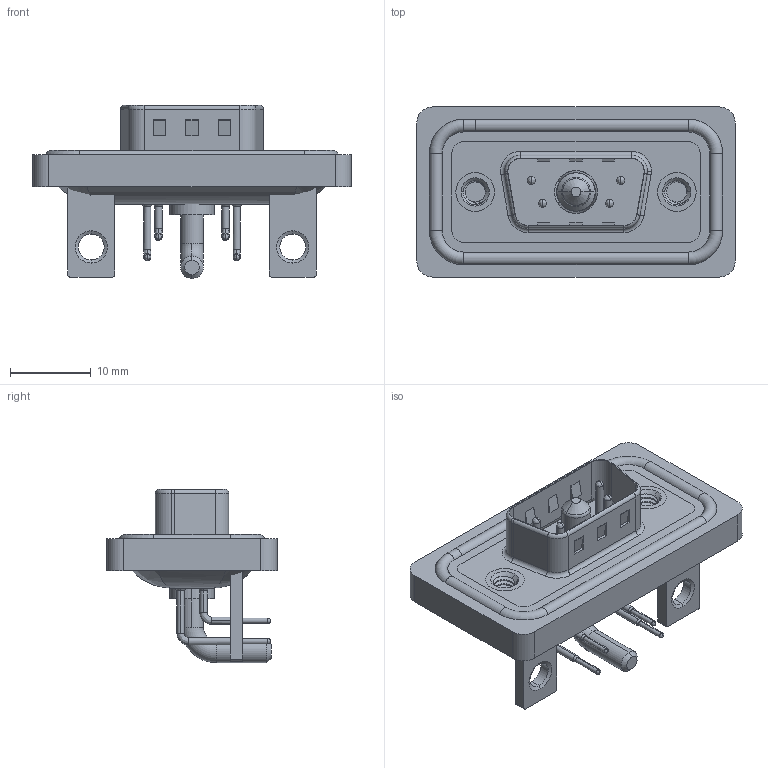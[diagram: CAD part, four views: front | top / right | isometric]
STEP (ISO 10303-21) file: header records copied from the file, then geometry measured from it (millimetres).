
FILE_DESCRIPTION (( 'STEP AP203' ), '1' );
FILE_NAME ('629W5W1-340-2NC.STEP', '2024-04-11T12:36:31', ( '' ), ( '' ), 'SwSTEP 2.0', 'SolidWorks 2023', '' );
FILE_SCHEMA (( 'CONFIG_CONTROL_DESIGN' ));
Length unit declared in the file: millimetre
Products named in the file (10): 629Combo Contact Row 1; 629Combo Stabilizer Bracket; 629Combo Threaded Rivet_B; Power Pin_20A RA; 629Combo Shell Front_09 Contacts; 629Combo Housing_5W1; 629Combo Contact Row 2; 629Combo Waterproof Housing_09 Contacts; 629Combo Shell Rear_09 Contacts; 629W5W1-340-2NC
Assembly tree (13 placements, depth 2):
  629W5W1-340-2NC
    629Combo Housing_5W1
    629Combo Shell Rear_09 Contacts
    629Combo Shell Front_09 Contacts
    629Combo Waterproof Housing_09 Contacts
    629Combo Threaded Rivet_B  x2
    629Combo Stabilizer Bracket  x2
    Power Pin_20A RA
    629Combo Contact Row 1  x2
    629Combo Contact Row 2  x2
Bounding box: 39.5 x 21.1 x 21.5 mm (x, y, z)
Volume: 4747.8 mm3; surface area: 7751.8 mm2
Topology: 15 solids, 15 shells, 932 faces, 2457 edges, 1571 vertices
Faces by surface type: plane 431, cylinder 363, torus 68, bspline 35, cone 35
Entity records: 23563 total; most frequent: CARTESIAN_POINT 5564, DIRECTION 3663, ORIENTED_EDGE 3452, EDGE_CURVE 1726, AXIS2_PLACEMENT_3D 1328, VERTEX_POINT 1104, LINE 1007, VECTOR 1007
